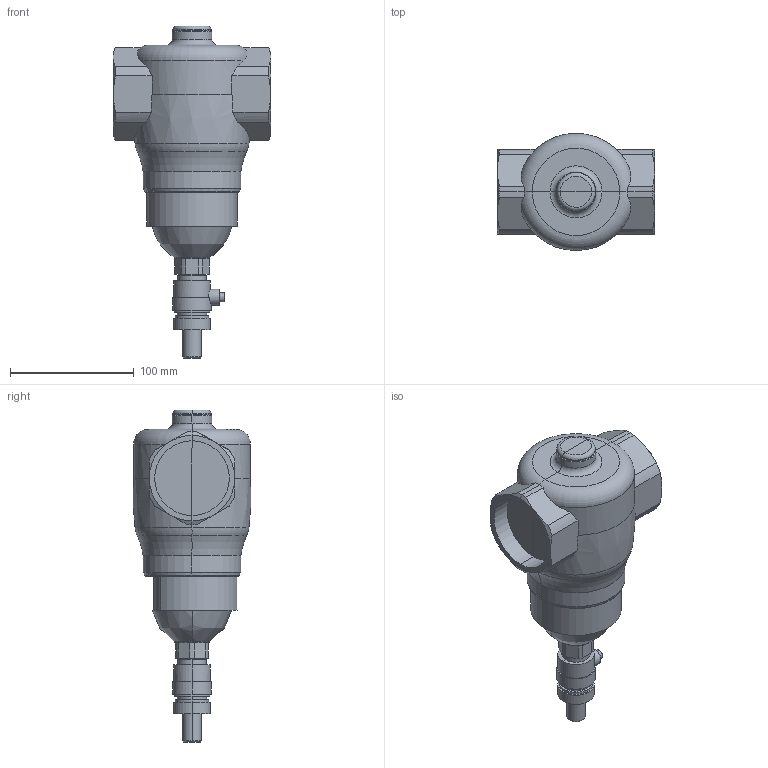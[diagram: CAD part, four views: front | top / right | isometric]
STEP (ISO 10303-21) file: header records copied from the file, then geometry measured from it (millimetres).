
FILE_DESCRIPTION(/* description */ (''),/* implementation_level */ '2;1');
FILE_NAME(/* name */ '546309 (STP).stp',/* time_stamp */ '2018-10-15T14:18:32+02:00',/* author */ ('ufftec'),/* organization */ (''),/* preprocessor_version */ 'ST-DEVELOPER v16.5',/* originating_system */ 'Autodesk Inventor 2017',/* authorisation */ '');
FILE_SCHEMA (('AUTOMOTIVE_DESIGN { 1 0 10303 214 3 1 1 }'));
Length unit declared in the file: millimetre
Products named in the file (1): 546309
Bounding box: 127 x 95.14 x 268 mm (x, y, z)
Volume: 1058206.7 mm3; surface area: 90115.1 mm2
Topology: 4 solids, 4 shells, 171 faces, 392 edges, 229 vertices
Faces by surface type: plane 66, cylinder 64, cone 23, torus 14, bspline 4
Entity records: 5103 total; most frequent: CARTESIAN_POINT 1324, DIRECTION 804, ORIENTED_EDGE 784, EDGE_CURVE 392, AXIS2_PLACEMENT_3D 327, VERTEX_POINT 229, FACE_OUTER_BOUND 171, EDGE_LOOP 171
